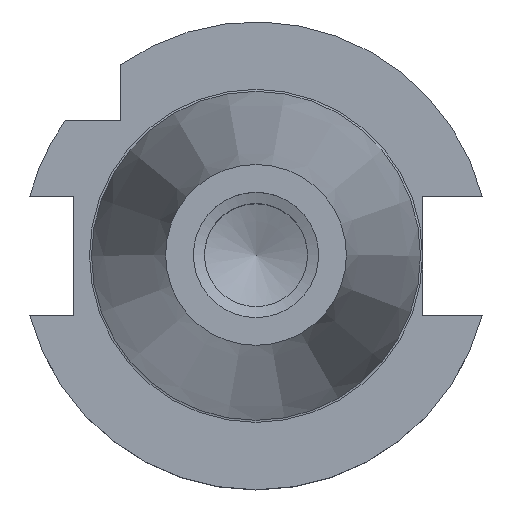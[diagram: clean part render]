
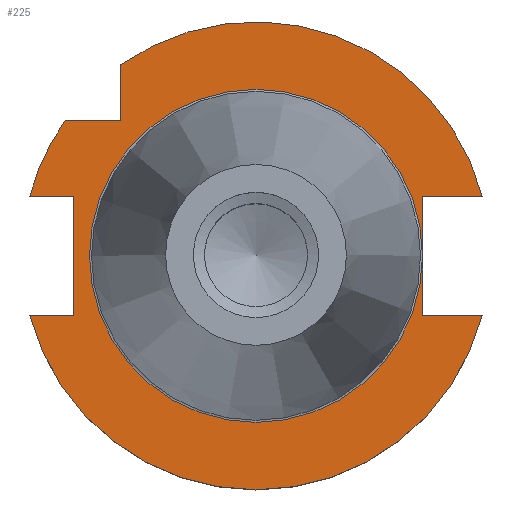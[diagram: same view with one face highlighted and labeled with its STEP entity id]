
A CAD part, top view. The second image highlights one B-rep face of the part: STEP entity #225.
In plain terms, the highlighted planar face has unit normal (0, 0, 1).
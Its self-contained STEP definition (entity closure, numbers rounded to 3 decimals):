
#49=PLANE('',#879);
#71=FACE_OUTER_BOUND('',#331,.T.);
#106=LINE('',#1252,#158);
#107=LINE('',#1254,#159);
#108=LINE('',#1257,#160);
#109=LINE('',#1259,#161);
#110=LINE('',#1260,#162);
#111=LINE('',#1262,#163);
#112=LINE('',#1263,#164);
#113=LINE('',#1265,#165);
#114=LINE('',#1267,#166);
#158=VECTOR('',#1006,1.);
#159=VECTOR('',#1007,1.);
#160=VECTOR('',#1010,1.);
#161=VECTOR('',#1011,1.);
#162=VECTOR('',#1012,1.);
#163=VECTOR('',#1013,1.);
#164=VECTOR('',#1014,1.);
#165=VECTOR('',#1015,1.);
#166=VECTOR('',#1016,1.);
#225=ADVANCED_FACE('',(#71),#49,.F.);
#331=EDGE_LOOP('',(#413,#414,#415,#416,#417,#418,#419,#420,#421,#422,#423,
#424,#425));
#413=ORIENTED_EDGE('',*,*,#706,.F.);
#414=ORIENTED_EDGE('',*,*,#707,.T.);
#415=ORIENTED_EDGE('',*,*,#708,.T.);
#416=ORIENTED_EDGE('',*,*,#709,.T.);
#417=ORIENTED_EDGE('',*,*,#710,.T.);
#418=ORIENTED_EDGE('',*,*,#697,.T.);
#419=ORIENTED_EDGE('',*,*,#711,.T.);
#420=ORIENTED_EDGE('',*,*,#712,.F.);
#421=ORIENTED_EDGE('',*,*,#701,.F.);
#422=ORIENTED_EDGE('',*,*,#713,.F.);
#423=ORIENTED_EDGE('',*,*,#714,.F.);
#424=ORIENTED_EDGE('',*,*,#715,.T.);
#425=ORIENTED_EDGE('',*,*,#693,.F.);
#613=VERTEX_POINT('',#1218);
#615=VERTEX_POINT('',#1222);
#616=VERTEX_POINT('',#1226);
#619=VERTEX_POINT('',#1231);
#621=VERTEX_POINT('',#1236);
#623=VERTEX_POINT('',#1240);
#628=VERTEX_POINT('',#1253);
#629=VERTEX_POINT('',#1255);
#630=VERTEX_POINT('',#1258);
#631=VERTEX_POINT('',#1261);
#632=VERTEX_POINT('',#1264);
#633=VERTEX_POINT('',#1266);
#693=EDGE_CURVE('',#615,#613,#799,.T.);
#697=EDGE_CURVE('',#616,#619,#801,.T.);
#701=EDGE_CURVE('',#623,#621,#803,.T.);
#706=EDGE_CURVE('',#628,#615,#106,.T.);
#707=EDGE_CURVE('',#628,#629,#107,.T.);
#708=EDGE_CURVE('',#629,#629,#806,.T.);
#709=EDGE_CURVE('',#629,#630,#108,.T.);
#710=EDGE_CURVE('',#630,#616,#109,.T.);
#711=EDGE_CURVE('',#619,#631,#110,.T.);
#712=EDGE_CURVE('',#621,#631,#111,.T.);
#713=EDGE_CURVE('',#632,#623,#112,.T.);
#714=EDGE_CURVE('',#633,#632,#113,.T.);
#715=EDGE_CURVE('',#633,#613,#114,.T.);
#799=CIRCLE('',#867,31.75);
#801=CIRCLE('',#870,31.75);
#803=CIRCLE('',#873,31.75);
#806=CIRCLE('',#878,22.6);
#867=AXIS2_PLACEMENT_3D('',#1223,#978,#979);
#870=AXIS2_PLACEMENT_3D('',#1232,#986,#987);
#873=AXIS2_PLACEMENT_3D('',#1241,#994,#995);
#878=AXIS2_PLACEMENT_3D('',#1256,#1008,#1009);
#879=AXIS2_PLACEMENT_3D('',#1268,#1017,#1018);
#978=DIRECTION('',(0.,0.,-1.));
#979=DIRECTION('',(-1.,0.,0.));
#986=DIRECTION('',(0.,0.,1.));
#987=DIRECTION('',(-1.,0.,0.));
#994=DIRECTION('',(0.,0.,-1.));
#995=DIRECTION('',(-1.,0.,0.));
#1006=DIRECTION('',(1.,0.,0.));
#1007=DIRECTION('',(0.,1.,0.));
#1008=DIRECTION('',(0.,0.,-1.));
#1009=DIRECTION('',(-1.,0.,0.));
#1010=DIRECTION('',(0.,1.,0.));
#1011=DIRECTION('',(1.,0.,0.));
#1012=DIRECTION('',(0.,-1.,0.));
#1013=DIRECTION('',(1.,0.,0.));
#1014=DIRECTION('',(-1.,0.,0.));
#1015=DIRECTION('',(0.,1.,0.));
#1016=DIRECTION('',(-1.,0.,0.));
#1017=DIRECTION('',(0.,0.,-1.));
#1018=DIRECTION('',(-1.,0.,0.));
#1218=CARTESIAN_POINT('',(-30.701,-8.095,-3.2));
#1222=CARTESIAN_POINT('',(30.701,-8.095,-3.2));
#1223=CARTESIAN_POINT('',(0.,0.,-3.2));
#1226=CARTESIAN_POINT('',(30.701,8.095,-3.2));
#1231=CARTESIAN_POINT('',(-18.35,25.91,-3.2));
#1232=CARTESIAN_POINT('',(0.,0.,-3.2));
#1236=CARTESIAN_POINT('',(-25.91,18.35,-3.2));
#1240=CARTESIAN_POINT('',(-30.701,8.095,-3.2));
#1241=CARTESIAN_POINT('',(0.,0.,-3.2));
#1252=CARTESIAN_POINT('',(0.,-8.095,-3.2));
#1253=CARTESIAN_POINT('',(22.6,-8.095,-3.2));
#1254=CARTESIAN_POINT('',(22.6,22.,-3.2));
#1255=CARTESIAN_POINT('',(22.6,0.,-3.2));
#1256=CARTESIAN_POINT('',(0.,0.,-3.2));
#1257=CARTESIAN_POINT('',(22.6,22.,-3.2));
#1258=CARTESIAN_POINT('',(22.6,8.095,-3.2));
#1259=CARTESIAN_POINT('',(41.75,8.095,-3.2));
#1260=CARTESIAN_POINT('',(-18.35,22.,-3.2));
#1261=CARTESIAN_POINT('',(-18.35,18.35,-3.2));
#1262=CARTESIAN_POINT('',(0.,18.35,-3.2));
#1263=CARTESIAN_POINT('',(0.,8.095,-3.2));
#1264=CARTESIAN_POINT('',(-24.8,8.095,-3.2));
#1265=CARTESIAN_POINT('',(-24.8,22.,-3.2));
#1266=CARTESIAN_POINT('',(-24.8,-8.095,-3.2));
#1267=CARTESIAN_POINT('',(-41.75,-8.095,-3.2));
#1268=CARTESIAN_POINT('',(0.,22.,-3.2));
